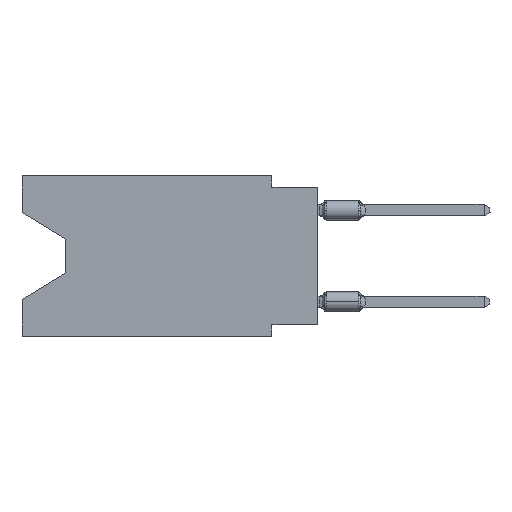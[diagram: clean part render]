
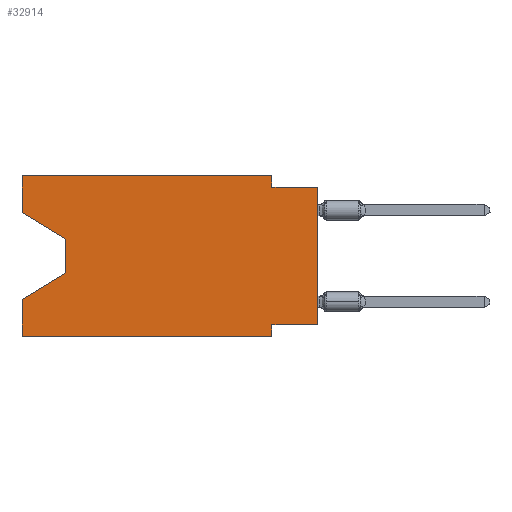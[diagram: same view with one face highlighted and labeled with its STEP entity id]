
A CAD part, left-side view. The second image highlights one B-rep face of the part: STEP entity #32914.
In plain terms, the highlighted planar face has unit normal (-1, 0, 0).
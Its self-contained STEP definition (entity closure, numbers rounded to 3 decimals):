
#235 = LINE ( 'NONE', #38139, #37810 ) ;
#396 = CARTESIAN_POINT ( 'NONE',  ( 0., 2.54, -8.89 ) ) ;
#478 = CARTESIAN_POINT ( 'NONE',  ( 0., 2.54, 0. ) ) ;
#1009 = CARTESIAN_POINT ( 'NONE',  ( 0., 0., -0.635 ) ) ;
#2049 = ORIENTED_EDGE ( 'NONE', *, *, #42565, .F. ) ;
#3135 = DIRECTION ( 'NONE',  ( 0., 0., 1. ) ) ;
#3253 = VECTOR ( 'NONE', #49598, 1000. ) ;
#3572 = EDGE_CURVE ( 'NONE', #45972, #43491, #10600, .T. ) ;
#4112 = EDGE_CURVE ( 'NONE', #27824, #54113, #8004, .T. ) ;
#4436 = CARTESIAN_POINT ( 'NONE',  ( 0., 13.97, -3.505 ) ) ;
#4679 = DIRECTION ( 'NONE',  ( 1., 0., 0. ) ) ;
#5725 = EDGE_CURVE ( 'NONE', #25797, #6480, #7325, .T. ) ;
#6237 = DIRECTION ( 'NONE',  ( 0., -1., 0. ) ) ;
#6480 = VERTEX_POINT ( 'NONE', #44967 ) ;
#7276 = DIRECTION ( 'NONE',  ( 0., 1., 0. ) ) ;
#7325 = LINE ( 'NONE', #59858, #3253 ) ;
#7908 = VERTEX_POINT ( 'NONE', #56163 ) ;
#8004 = LINE ( 'NONE', #12057, #23964 ) ;
#10110 = DIRECTION ( 'NONE',  ( 0., -0.855, -0.519 ) ) ;
#10158 = ORIENTED_EDGE ( 'NONE', *, *, #36210, .F. ) ;
#10600 = LINE ( 'NONE', #29567, #24907 ) ;
#10780 = VECTOR ( 'NONE', #17431, 1000. ) ;
#11163 = EDGE_CURVE ( 'NONE', #57565, #37434, #26252, .T. ) ;
#12057 = CARTESIAN_POINT ( 'NONE',  ( 0., 16.383, 0. ) ) ;
#12165 = LINE ( 'NONE', #35766, #43066 ) ;
#12198 = DIRECTION ( 'NONE',  ( 0., 0., -1. ) ) ;
#14020 = PLANE ( 'NONE',  #34851 ) ;
#14077 = DIRECTION ( 'NONE',  ( 0., 0., -1. ) ) ;
#16179 = VECTOR ( 'NONE', #37924, 1000. ) ;
#16838 = EDGE_CURVE ( 'NONE', #7908, #43491, #36111, .T. ) ;
#17431 = DIRECTION ( 'NONE',  ( 0., 0., 1. ) ) ;
#17720 = ORIENTED_EDGE ( 'NONE', *, *, #26135, .T. ) ;
#18092 = ORIENTED_EDGE ( 'NONE', *, *, #3572, .T. ) ;
#18287 = CARTESIAN_POINT ( 'NONE',  ( 0., 16.383, -2.038 ) ) ;
#20407 = VECTOR ( 'NONE', #35258, 1000. ) ;
#21563 = CARTESIAN_POINT ( 'NONE',  ( 0., 13.97, -5.385 ) ) ;
#21972 = EDGE_LOOP ( 'NONE', ( #57124, #24434, #44845, #44560, #18092, #50592, #31796, #17720, #2049, #38853, #10158, #58407 ) ) ;
#22208 = CARTESIAN_POINT ( 'NONE',  ( 0., 13.97, -5.385 ) ) ;
#23623 = DIRECTION ( 'NONE',  ( 0., 0., -1. ) ) ;
#23964 = VECTOR ( 'NONE', #31006, 1000. ) ;
#24231 = CARTESIAN_POINT ( 'NONE',  ( 0., 16.383, 0. ) ) ;
#24434 = ORIENTED_EDGE ( 'NONE', *, *, #31144, .T. ) ;
#24907 = VECTOR ( 'NONE', #6237, 1000. ) ;
#25797 = VERTEX_POINT ( 'NONE', #478 ) ;
#26135 = EDGE_CURVE ( 'NONE', #45402, #29965, #12165, .T. ) ;
#26252 = LINE ( 'NONE', #21563, #20407 ) ;
#26468 = CARTESIAN_POINT ( 'NONE',  ( 0., 16.383, -6.852 ) ) ;
#27365 = EDGE_CURVE ( 'NONE', #45972, #37434, #40439, .T. ) ;
#27461 = LINE ( 'NONE', #41749, #49422 ) ;
#27824 = VERTEX_POINT ( 'NONE', #18287 ) ;
#28146 = CARTESIAN_POINT ( 'NONE',  ( 0., 16.383, -8.89 ) ) ;
#28369 = LINE ( 'NONE', #4436, #29774 ) ;
#28821 = DIRECTION ( 'NONE',  ( 0., -1., 0. ) ) ;
#29567 = CARTESIAN_POINT ( 'NONE',  ( 0., 16.383, -8.89 ) ) ;
#29774 = VECTOR ( 'NONE', #14077, 1000. ) ;
#29965 = VERTEX_POINT ( 'NONE', #1009 ) ;
#31006 = DIRECTION ( 'NONE',  ( 0., 0., 1. ) ) ;
#31144 = EDGE_CURVE ( 'NONE', #55651, #57565, #28369, .T. ) ;
#31796 = ORIENTED_EDGE ( 'NONE', *, *, #52154, .F. ) ;
#32914 = ADVANCED_FACE ( 'NONE', ( #56605 ), #14020, .F. ) ;
#34851 = AXIS2_PLACEMENT_3D ( 'NONE', #47252, #4679, #23623 ) ;
#34943 = CARTESIAN_POINT ( 'NONE',  ( 0., 0., -8.255 ) ) ;
#35258 = DIRECTION ( 'NONE',  ( 0., 0.855, -0.519 ) ) ;
#35766 = CARTESIAN_POINT ( 'NONE',  ( 0., 0., 0. ) ) ;
#36087 = CARTESIAN_POINT ( 'NONE',  ( 0., 16.383, 0. ) ) ;
#36111 = LINE ( 'NONE', #50717, #53163 ) ;
#36210 = EDGE_CURVE ( 'NONE', #54113, #25797, #47854, .T. ) ;
#36966 = CARTESIAN_POINT ( 'NONE',  ( 0., 13.97, -3.505 ) ) ;
#37434 = VERTEX_POINT ( 'NONE', #26468 ) ;
#37810 = VECTOR ( 'NONE', #28821, 1000. ) ;
#37924 = DIRECTION ( 'NONE',  ( 0., -1., 0. ) ) ;
#38139 = CARTESIAN_POINT ( 'NONE',  ( 0., 0., -0.635 ) ) ;
#38853 = ORIENTED_EDGE ( 'NONE', *, *, #5725, .F. ) ;
#40439 = LINE ( 'NONE', #36087, #10780 ) ;
#40444 = VECTOR ( 'NONE', #10110, 1000. ) ;
#41749 = CARTESIAN_POINT ( 'NONE',  ( 0., 0., -8.255 ) ) ;
#42129 = CARTESIAN_POINT ( 'NONE',  ( 0., 16.383, -2.038 ) ) ;
#42565 = EDGE_CURVE ( 'NONE', #6480, #29965, #235, .T. ) ;
#43066 = VECTOR ( 'NONE', #3135, 1000. ) ;
#43491 = VERTEX_POINT ( 'NONE', #396 ) ;
#44560 = ORIENTED_EDGE ( 'NONE', *, *, #27365, .F. ) ;
#44845 = ORIENTED_EDGE ( 'NONE', *, *, #11163, .T. ) ;
#44967 = CARTESIAN_POINT ( 'NONE',  ( 0., 2.54, -0.635 ) ) ;
#45402 = VERTEX_POINT ( 'NONE', #34943 ) ;
#45972 = VERTEX_POINT ( 'NONE', #28146 ) ;
#47252 = CARTESIAN_POINT ( 'NONE',  ( 0., 16.383, 0. ) ) ;
#47700 = LINE ( 'NONE', #42129, #40444 ) ;
#47854 = LINE ( 'NONE', #24231, #16179 ) ;
#48799 = CARTESIAN_POINT ( 'NONE',  ( 0., 16.383, 0. ) ) ;
#49422 = VECTOR ( 'NONE', #7276, 1000. ) ;
#49598 = DIRECTION ( 'NONE',  ( 0., 0., -1. ) ) ;
#50592 = ORIENTED_EDGE ( 'NONE', *, *, #16838, .F. ) ;
#50717 = CARTESIAN_POINT ( 'NONE',  ( 0., 2.54, -8.89 ) ) ;
#51842 = EDGE_CURVE ( 'NONE', #27824, #55651, #47700, .T. ) ;
#52154 = EDGE_CURVE ( 'NONE', #45402, #7908, #27461, .T. ) ;
#53163 = VECTOR ( 'NONE', #12198, 1000. ) ;
#54113 = VERTEX_POINT ( 'NONE', #48799 ) ;
#55651 = VERTEX_POINT ( 'NONE', #36966 ) ;
#56163 = CARTESIAN_POINT ( 'NONE',  ( 0., 2.54, -8.255 ) ) ;
#56605 = FACE_OUTER_BOUND ( 'NONE', #21972, .T. ) ;
#57124 = ORIENTED_EDGE ( 'NONE', *, *, #51842, .T. ) ;
#57565 = VERTEX_POINT ( 'NONE', #22208 ) ;
#58407 = ORIENTED_EDGE ( 'NONE', *, *, #4112, .F. ) ;
#59858 = CARTESIAN_POINT ( 'NONE',  ( 0., 2.54, 0. ) ) ;
